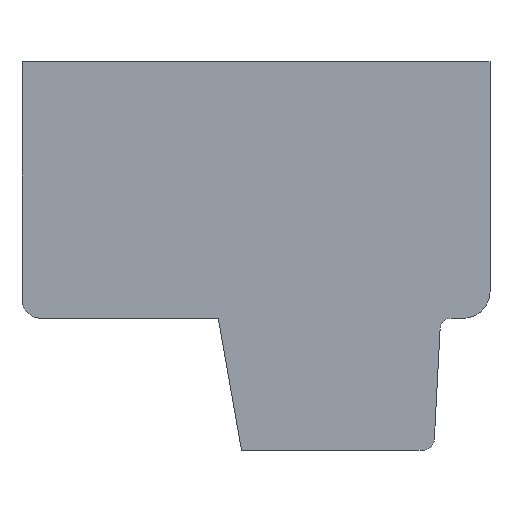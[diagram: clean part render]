
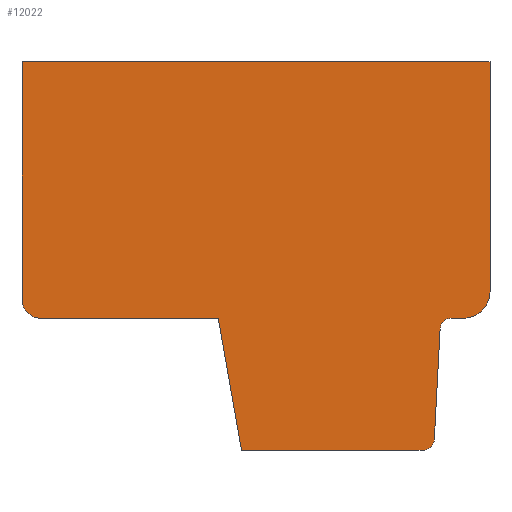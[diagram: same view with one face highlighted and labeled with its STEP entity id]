
A CAD part, front view. The second image highlights one B-rep face of the part: STEP entity #12022.
In plain terms, the highlighted planar face has unit normal (0, -1, 0).
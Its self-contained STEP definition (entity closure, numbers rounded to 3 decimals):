
#1=DIRECTION('',(0.,0.,1.));
#2=VECTOR('',#1,6.3);
#3=CARTESIAN_POINT('',(-6.2,0.,-1.15));
#4=LINE('',#3,#2);
#5=DIRECTION('',(1.,0.,0.));
#6=VECTOR('',#5,12.4);
#7=CARTESIAN_POINT('',(-6.2,0.,5.15));
#8=LINE('',#7,#6);
#9=DIRECTION('',(0.,0.,-1.));
#10=VECTOR('',#9,6.1);
#11=CARTESIAN_POINT('',(6.2,0.,5.15));
#12=LINE('',#11,#10);
#13=CARTESIAN_POINT('',(5.5,0.,-0.95));
#14=DIRECTION('',(0.,1.,0.));
#15=DIRECTION('',(1.,0.,0.));
#16=AXIS2_PLACEMENT_3D('',#13,#14,#15);
#18=DIRECTION('',(-1.,0.,0.));
#19=VECTOR('',#18,0.323);
#20=CARTESIAN_POINT('',(5.5,0.,-1.65));
#21=LINE('',#20,#19);
#22=CARTESIAN_POINT('',(5.177,0.,-1.95));
#23=DIRECTION('',(0.,-1.,0.));
#24=DIRECTION('',(0.,0.,1.));
#25=AXIS2_PLACEMENT_3D('',#22,#23,#24);
#27=DIRECTION('',(-0.052,0.,-0.999));
#28=VECTOR('',#27,2.904);
#29=CARTESIAN_POINT('',(4.877,0.,-1.95));
#30=LINE('',#29,#28);
#31=CARTESIAN_POINT('',(4.425,0.,-4.85));
#32=DIRECTION('',(0.,1.,0.));
#33=DIRECTION('',(1.,0.,0.));
#34=AXIS2_PLACEMENT_3D('',#31,#32,#33);
#36=DIRECTION('',(-1.,0.,0.));
#37=VECTOR('',#36,4.808);
#38=CARTESIAN_POINT('',(4.425,0.,-5.15));
#39=LINE('',#38,#37);
#40=DIRECTION('',(-0.174,0.,0.985));
#41=VECTOR('',#40,3.554);
#42=CARTESIAN_POINT('',(-0.383,0.,-5.15));
#43=LINE('',#42,#41);
#44=DIRECTION('',(-1.,0.,0.));
#45=VECTOR('',#44,4.7);
#46=CARTESIAN_POINT('',(-1.,0.,-1.65));
#47=LINE('',#46,#45);
#48=CARTESIAN_POINT('',(-5.7,0.,-1.15));
#49=DIRECTION('',(0.,1.,0.));
#50=DIRECTION('',(0.,0.,-1.));
#51=AXIS2_PLACEMENT_3D('',#48,#49,#50);
#9123=CARTESIAN_POINT('',(-6.2,0.,-1.15));
#9124=CARTESIAN_POINT('',(-6.2,0.,5.15));
#9125=VERTEX_POINT('',#9123);
#9126=VERTEX_POINT('',#9124);
#9127=CARTESIAN_POINT('',(6.2,0.,5.15));
#9128=VERTEX_POINT('',#9127);
#9129=CARTESIAN_POINT('',(6.2,0.,-0.95));
#9130=VERTEX_POINT('',#9129);
#9131=CARTESIAN_POINT('',(5.5,0.,-1.65));
#9132=VERTEX_POINT('',#9131);
#9133=CARTESIAN_POINT('',(5.177,0.,-1.65));
#9134=VERTEX_POINT('',#9133);
#9135=CARTESIAN_POINT('',(4.877,0.,-1.95));
#9136=VERTEX_POINT('',#9135);
#9137=CARTESIAN_POINT('',(4.725,0.,-4.85));
#9138=VERTEX_POINT('',#9137);
#9139=CARTESIAN_POINT('',(4.425,0.,-5.15));
#9140=VERTEX_POINT('',#9139);
#9141=CARTESIAN_POINT('',(-0.383,0.,-5.15));
#9142=VERTEX_POINT('',#9141);
#9143=CARTESIAN_POINT('',(-1.,0.,-1.65));
#9144=VERTEX_POINT('',#9143);
#9145=CARTESIAN_POINT('',(-5.7,0.,-1.65));
#9146=VERTEX_POINT('',#9145);
#11991=CARTESIAN_POINT('',(0.,0.,0.));
#11992=DIRECTION('',(0.,1.,0.));
#11993=DIRECTION('',(1.,0.,0.));
#11994=AXIS2_PLACEMENT_3D('',#11991,#11992,#11993);
#11995=PLANE('',#11994);
#11997=ORIENTED_EDGE('',*,*,#11996,.T.);
#11999=ORIENTED_EDGE('',*,*,#11998,.T.);
#12001=ORIENTED_EDGE('',*,*,#12000,.T.);
#12003=ORIENTED_EDGE('',*,*,#12002,.T.);
#12005=ORIENTED_EDGE('',*,*,#12004,.T.);
#12007=ORIENTED_EDGE('',*,*,#12006,.T.);
#12009=ORIENTED_EDGE('',*,*,#12008,.T.);
#12011=ORIENTED_EDGE('',*,*,#12010,.T.);
#12013=ORIENTED_EDGE('',*,*,#12012,.T.);
#12015=ORIENTED_EDGE('',*,*,#12014,.T.);
#12017=ORIENTED_EDGE('',*,*,#12016,.T.);
#12019=ORIENTED_EDGE('',*,*,#12018,.T.);
#12020=EDGE_LOOP('',(#11997,#11999,#12001,#12003,#12005,#12007,#12009,#12011,
#12013,#12015,#12017,#12019));
#12021=FACE_OUTER_BOUND('',#12020,.F.);
#12022=ADVANCED_FACE('',(#12021),#11995,.F.);
#17=CIRCLE('',#16,0.7);
#26=CIRCLE('',#25,0.3);
#35=CIRCLE('',#34,0.3);
#52=CIRCLE('',#51,0.5);
#11996=EDGE_CURVE('',#9125,#9126,#4,.T.);
#11998=EDGE_CURVE('',#9126,#9128,#8,.T.);
#12000=EDGE_CURVE('',#9128,#9130,#12,.T.);
#12002=EDGE_CURVE('',#9130,#9132,#17,.T.);
#12004=EDGE_CURVE('',#9132,#9134,#21,.T.);
#12006=EDGE_CURVE('',#9134,#9136,#26,.T.);
#12008=EDGE_CURVE('',#9136,#9138,#30,.T.);
#12010=EDGE_CURVE('',#9138,#9140,#35,.T.);
#12012=EDGE_CURVE('',#9140,#9142,#39,.T.);
#12014=EDGE_CURVE('',#9142,#9144,#43,.T.);
#12016=EDGE_CURVE('',#9144,#9146,#47,.T.);
#12018=EDGE_CURVE('',#9146,#9125,#52,.T.);
